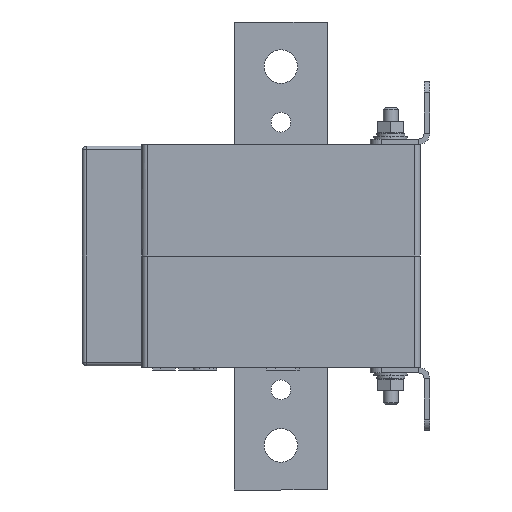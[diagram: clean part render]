
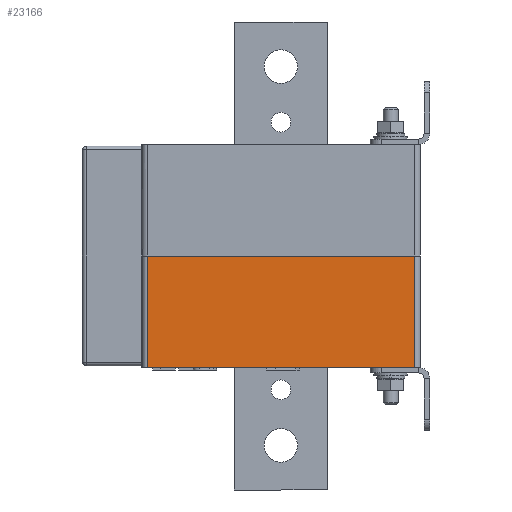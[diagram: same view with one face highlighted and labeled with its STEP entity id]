
A CAD part, left-side view. The second image highlights one B-rep face of the part: STEP entity #23166.
In plain terms, the highlighted planar face has unit normal (-1, 0, 0).
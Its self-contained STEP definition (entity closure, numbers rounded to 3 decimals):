
#1180 = DIRECTION ( 'NONE',  ( -1., 0., 0. ) ) ;
#1672 = FACE_OUTER_BOUND ( 'NONE', #2854, .T. ) ;
#1943 = VERTEX_POINT ( 'NONE', #16467 ) ;
#2854 = EDGE_LOOP ( 'NONE', ( #14885, #13462, #6963, #20517 ) ) ;
#2961 = VECTOR ( 'NONE', #13715, 1000. ) ;
#3061 = LINE ( 'NONE', #17749, #20149 ) ;
#3492 = VECTOR ( 'NONE', #29615, 1000. ) ;
#3839 = DIRECTION ( 'NONE',  ( 0., -1., 0. ) ) ;
#4261 = EDGE_CURVE ( 'NONE', #6901, #1943, #5281, .T. ) ;
#5281 = LINE ( 'NONE', #26921, #11296 ) ;
#5653 = EDGE_CURVE ( 'NONE', #24652, #15623, #3061, .T. ) ;
#6901 = VERTEX_POINT ( 'NONE', #24217 ) ;
#6963 = ORIENTED_EDGE ( 'NONE', *, *, #4261, .T. ) ;
#9436 = EDGE_CURVE ( 'NONE', #1943, #15623, #27228, .T. ) ;
#11296 = VECTOR ( 'NONE', #14937, 1000. ) ;
#12547 = PLANE ( 'NONE',  #23291 ) ;
#13462 = ORIENTED_EDGE ( 'NONE', *, *, #13707, .F. ) ;
#13707 = EDGE_CURVE ( 'NONE', #6901, #24652, #20594, .T. ) ;
#13715 = DIRECTION ( 'NONE',  ( 0., 0., 1. ) ) ;
#14885 = ORIENTED_EDGE ( 'NONE', *, *, #5653, .F. ) ;
#14937 = DIRECTION ( 'NONE',  ( 0., -1., 0. ) ) ;
#15623 = VERTEX_POINT ( 'NONE', #20721 ) ;
#16027 = CARTESIAN_POINT ( 'NONE',  ( -39., -36., -30. ) ) ;
#16467 = CARTESIAN_POINT ( 'NONE',  ( -39., -36., -30. ) ) ;
#17344 = DIRECTION ( 'NONE',  ( 0., -1., 0. ) ) ;
#17749 = CARTESIAN_POINT ( 'NONE',  ( -39., -36., 0. ) ) ;
#18455 = CARTESIAN_POINT ( 'NONE',  ( -39., 36., 0. ) ) ;
#20149 = VECTOR ( 'NONE', #3839, 1000. ) ;
#20517 = ORIENTED_EDGE ( 'NONE', *, *, #9436, .T. ) ;
#20594 = LINE ( 'NONE', #27288, #3492 ) ;
#20721 = CARTESIAN_POINT ( 'NONE',  ( -39., -36., 0. ) ) ;
#22037 = CARTESIAN_POINT ( 'NONE',  ( -39., -36., -30. ) ) ;
#23166 = ADVANCED_FACE ( 'NONE', ( #1672 ), #12547, .T. ) ;
#23291 = AXIS2_PLACEMENT_3D ( 'NONE', #22037, #1180, #17344 ) ;
#24217 = CARTESIAN_POINT ( 'NONE',  ( -39., 36., -30. ) ) ;
#24652 = VERTEX_POINT ( 'NONE', #18455 ) ;
#26921 = CARTESIAN_POINT ( 'NONE',  ( -39., -36., -30. ) ) ;
#27228 = LINE ( 'NONE', #16027, #2961 ) ;
#27288 = CARTESIAN_POINT ( 'NONE',  ( -39., 36., -30. ) ) ;
#29615 = DIRECTION ( 'NONE',  ( 0., 0., 1. ) ) ;
